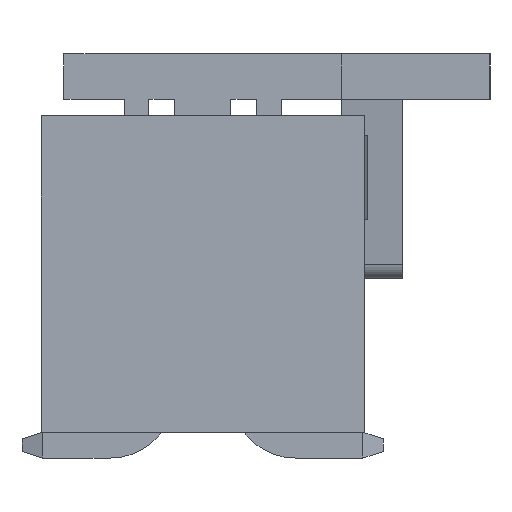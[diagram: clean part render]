
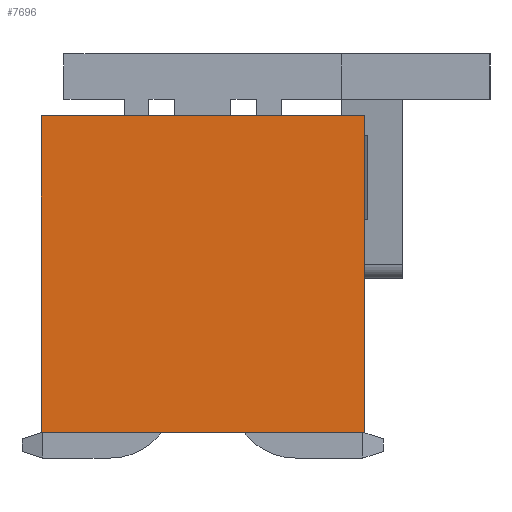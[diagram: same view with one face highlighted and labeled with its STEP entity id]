
A CAD part, left-side view. The second image highlights one B-rep face of the part: STEP entity #7696.
In plain terms, the highlighted planar face has unit normal (-1, 0, 0).
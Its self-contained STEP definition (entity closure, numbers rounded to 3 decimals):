
#1041=ORIENTED_EDGE('',*,*,#2231,.F.);
#1042=ORIENTED_EDGE('',*,*,#2214,.F.);
#1043=ORIENTED_EDGE('',*,*,#1843,.T.);
#1044=ORIENTED_EDGE('',*,*,#2370,.T.);
#1843=EDGE_CURVE('',#2698,#2697,#3247,.T.);
#2214=EDGE_CURVE('',#2698,#2958,#3618,.T.);
#2231=EDGE_CURVE('',#2958,#2965,#3635,.T.);
#2370=EDGE_CURVE('',#2697,#2965,#3774,.T.);
#2697=VERTEX_POINT('',#9696);
#2698=VERTEX_POINT('',#9698);
#2958=VERTEX_POINT('',#10429);
#2965=VERTEX_POINT('',#10454);
#3247=LINE('',#9697,#4093);
#3618=LINE('',#10428,#4464);
#3635=LINE('',#10453,#4481);
#3774=LINE('',#10729,#4620);
#4093=VECTOR('',#8199,1000.);
#4464=VECTOR('',#8770,1000.);
#4481=VECTOR('',#8789,1000.);
#4620=VECTOR('',#8998,1000.);
#5088=EDGE_LOOP('',(#1041,#1042,#1043,#1044));
#5400=FACE_BOUND('',#5088,.T.);
#5691=PLANE('',#8002);
#7696=ADVANCED_FACE('',(#5400),#5691,.T.);
#8002=AXIS2_PLACEMENT_3D('',#10730,#8999,#9000);
#8199=DIRECTION('',(0.,0.,1.));
#8770=DIRECTION('',(0.,1.,0.));
#8789=DIRECTION('',(0.,0.,1.));
#8998=DIRECTION('',(0.,1.,0.));
#8999=DIRECTION('',(-1.,0.,0.));
#9000=DIRECTION('',(0.,0.,1.));
#9696=CARTESIAN_POINT('',(-9.525,-2.5,2.45));
#9697=CARTESIAN_POINT('',(-9.525,-2.5,-2.45));
#9698=CARTESIAN_POINT('',(-9.525,-2.5,-2.45));
#10428=CARTESIAN_POINT('',(-9.525,-2.5,-2.45));
#10429=CARTESIAN_POINT('',(-9.525,2.5,-2.45));
#10453=CARTESIAN_POINT('',(-9.525,2.5,-2.45));
#10454=CARTESIAN_POINT('',(-9.525,2.5,2.45));
#10729=CARTESIAN_POINT('',(-9.525,-2.5,2.45));
#10730=CARTESIAN_POINT('',(-9.525,-2.5,-2.45));
